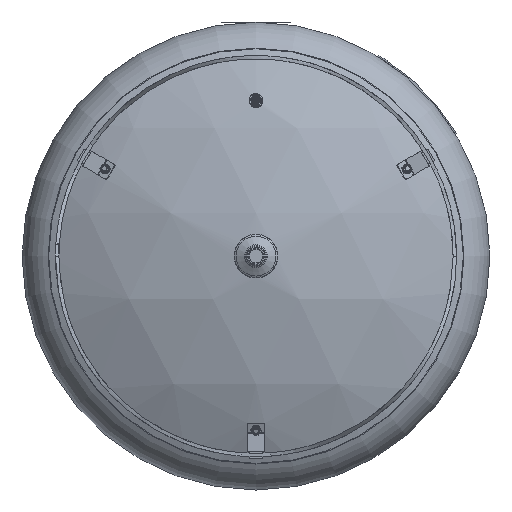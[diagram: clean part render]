
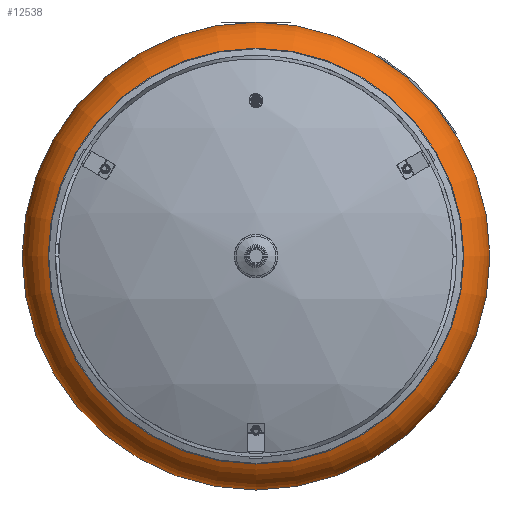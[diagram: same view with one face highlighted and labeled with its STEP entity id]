
A CAD part, front view. The second image highlights one B-rep face of the part: STEP entity #12538.
In plain terms, the highlighted toroidal (fillet/blend) face has major radius 272 mm and minor radius 68 mm.
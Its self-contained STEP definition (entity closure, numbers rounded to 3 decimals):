
#12311=CARTESIAN_POINT('',(302.222,-932.671,0.));
#12312=VERTEX_POINT('',#12311);
#12313=CARTESIAN_POINT('',(0.,-932.671,0.));
#12314=DIRECTION('',(0.0,-1.0,0.0));
#12315=DIRECTION('',(1.0,0.0,0.0));
#12316=AXIS2_PLACEMENT_3D('',#12313,#12314,#12315);
#12317=CIRCLE('',#12316,302.222);
#12318=EDGE_CURVE('',#12312,#12312,#12317,.T.);
#12512=CARTESIAN_POINT('',(340.,-871.756,0.));
#12513=VERTEX_POINT('',#12512);
#12514=CARTESIAN_POINT('',(0.,-871.756,0.));
#12515=DIRECTION('',(0.0,-1.0,0.0));
#12516=DIRECTION('',(1.0,0.0,0.0));
#12517=AXIS2_PLACEMENT_3D('',#12514,#12515,#12516);
#12518=CIRCLE('',#12517,340.0);
#12519=EDGE_CURVE('',#12513,#12513,#12518,.T.);
#12527=CARTESIAN_POINT('',(0.,-871.756,0.));
#12528=DIRECTION('',(0.,-1.0,0.));
#12529=DIRECTION('',(0.0,0.0,1.0));
#12530=AXIS2_PLACEMENT_3D('',#12527,#12528,#12529);
#12531=TOROIDAL_SURFACE('',#12530,272.0,68.);
#12532=ORIENTED_EDGE('',*,*,#12318,.F.);
#12533=EDGE_LOOP('',(#12532));
#12534=FACE_OUTER_BOUND('',#12533,.T.);
#12535=ORIENTED_EDGE('',*,*,#12519,.T.);
#12536=EDGE_LOOP('',(#12535));
#12537=FACE_BOUND('',#12536,.T.);
#12538=ADVANCED_FACE('',(#12534,#12537),#12531,.T.);
